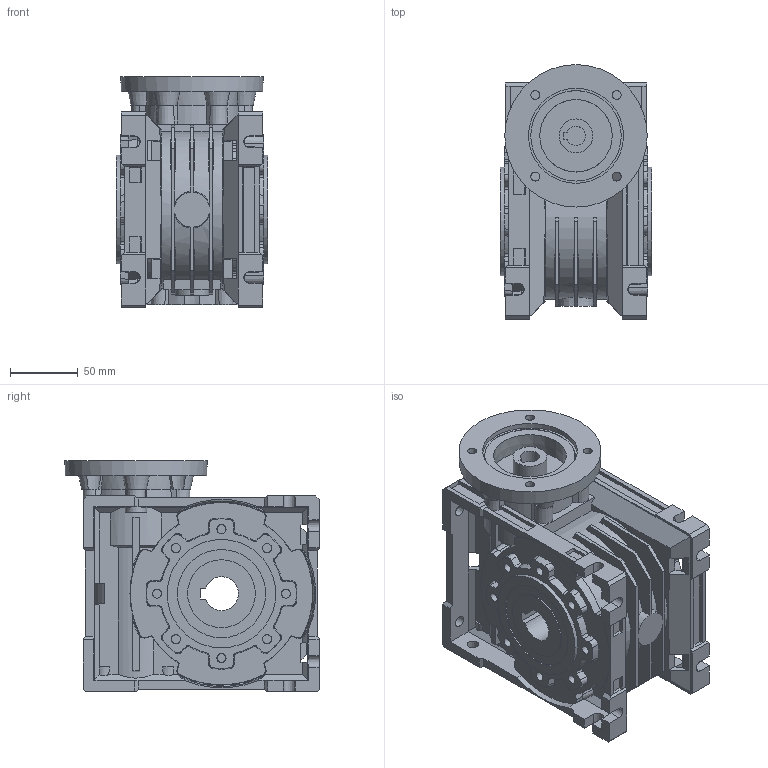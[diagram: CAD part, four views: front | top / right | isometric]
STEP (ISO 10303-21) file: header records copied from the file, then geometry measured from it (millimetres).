
FILE_DESCRIPTION( ( 'Unknown' ), '1' );
FILE_NAME( '2ACE1E441A6E2ECE730F91EF8867AE.3d.stp', 'Unknown', ( 'Unknown' ), ( 'Unknown' ), 'PSStep 10.1', 'Unknown', ' ' );
FILE_SCHEMA( ( 'AUTOMOTIVE_DESIGN { 1 0 10303 214 1 1 1 1 }' ) );
Length unit declared in the file: millimetre
Products named in the file (1): c32ee5da-f9c5-4847-9b16-ec2a750fa28b
Bounding box: 112 x 187.47 x 170 mm (x, y, z)
Volume: 1769537.5 mm3; surface area: 238968.4 mm2
Topology: 1 solids, 13 shells, 942 faces, 2613 edges, 1723 vertices
Faces by surface type: plane 627, cone 230, bspline 56, cylinder 29
Full cylindrical faces by diameter (mm): 25 x2, 50 x2, 62 x1, 65 x1, 65.1 x1, 70 x1, 80 x2
Entity records: 41972 total; most frequent: CARTESIAN_POINT 11285, ORIENTED_EDGE 5060, DIRECTION 4446, EDGE_CURVE 2530, VERTEX_POINT 1691, AXIS2_PLACEMENT_3D 1530, LINE 1386, VECTOR 1386
